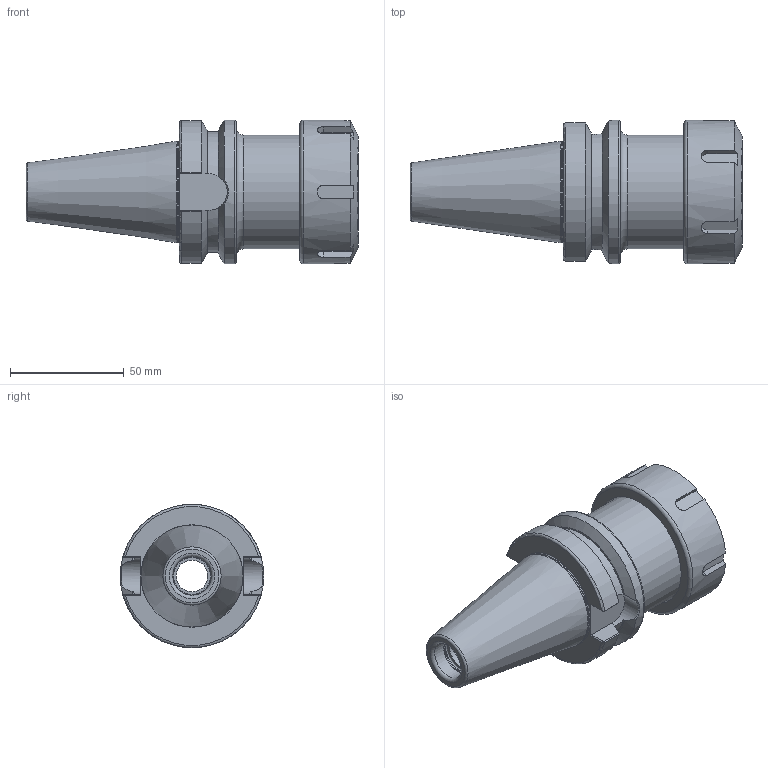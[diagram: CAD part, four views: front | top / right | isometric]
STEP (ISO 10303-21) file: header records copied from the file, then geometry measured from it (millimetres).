
FILE_DESCRIPTION(/* description */ (''),/* implementation_level */ '2;1');
FILE_NAME(/* name */ 'BT40-ER40-080.stp',/* time_stamp */ '2019-06-12T11:46:48-05:00',/* author */ ('ldfli'),/* organization */ (''),/* preprocessor_version */ 'ST-DEVELOPER v18',/* originating_system */ 'Autodesk Inventor LT',/* authorisation */ '');
FILE_SCHEMA (('AUTOMOTIVE_DESIGN { 1 0 10303 214 3 1 1 }'));
Length unit declared in the file: millimetre
Products named in the file (1): BT40-ER40-080
Bounding box: 145.8 x 63 x 63 mm (x, y, z)
Volume: 168579 mm3; surface area: 47237 mm2
Topology: 2 solids, 2 shells, 113 faces, 334 edges, 233 vertices
Faces by surface type: plane 48, cylinder 26, cone 15, torus 14, bspline 10
Full cylindrical faces by diameter (mm): 13.835 x1, 17 x1, 17.4 x1, 26.848 x1, 30.5 x1, 33.32 x1, 37.47 x1, 42 x1, 44.196 x1, 48.5 x1, 50 x1, 51.76 x1, 63 x2
Entity records: 4445 total; most frequent: CARTESIAN_POINT 1396, ORIENTED_EDGE 668, DIRECTION 617, EDGE_CURVE 334, AXIS2_PLACEMENT_3D 251, VERTEX_POINT 233, CIRCLE 147, EDGE_LOOP 125
